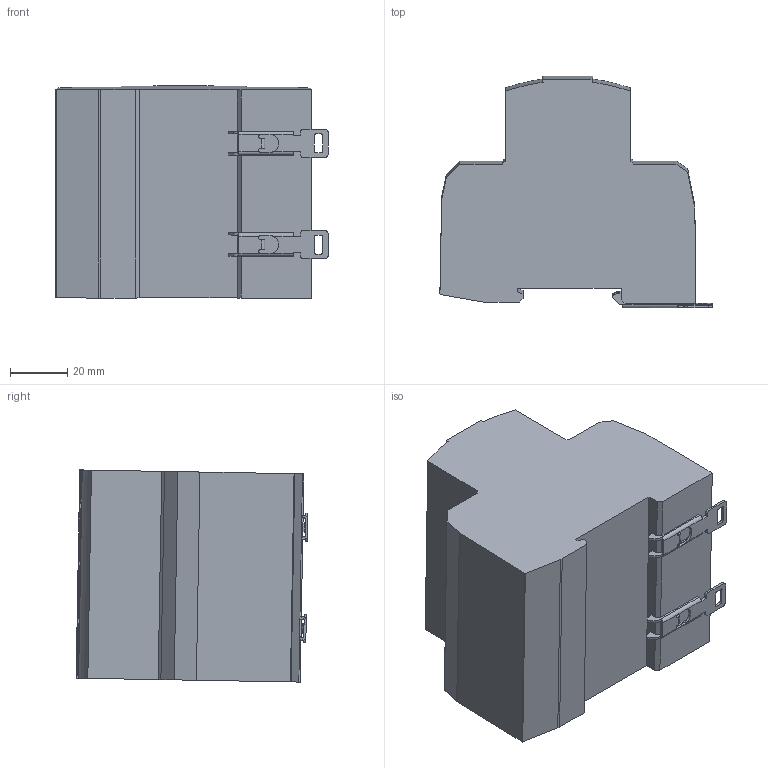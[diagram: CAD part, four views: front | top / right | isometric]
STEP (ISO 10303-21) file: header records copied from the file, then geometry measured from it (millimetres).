
FILE_DESCRIPTION(('Creo Elements/Direct Modeling STEP Export'),'2;1');
FILE_NAME('5093533.stp','2026-04-13T 8:55:42',(''),(''),'Creo Elements/Direct Modeling STEP processor for AP214 (Solid Model)','Creo Elements/Direct Modeling 18.0B 02-Dec-2011 (C) Parametric Technology GmbH','');
FILE_SCHEMA(('AUTOMOTIVE_DESIGN { 1 0 10303 214 1 1 1 1 }'));
Length unit declared in the file: millimetre
Products named in the file (2): 5096987_PRT_1-80070_PRT.PRT
Assembly tree (1 placements, depth 2):
  5096987_PRT_1-80070_PRT.PRT
    5096987_PRT_1-80070_PRT.PRT
Bounding box: 95.39 x 81.25 x 74.36 mm (x, y, z)
Volume: 388729.1 mm3; surface area: 35812.7 mm2
Topology: 1 solids, 1 shells, 438 faces, 1286 edges, 850 vertices
Faces by surface type: plane 360, cylinder 68, bspline 8, extrusion 2
Entity records: 14881 total; most frequent: CARTESIAN_POINT 3022, ORIENTED_EDGE 2572, DIRECTION 2248, EDGE_CURVE 1286, VECTOR 1132, LINE 1130, VERTEX_POINT 850, AXIS2_PLACEMENT_3D 558
